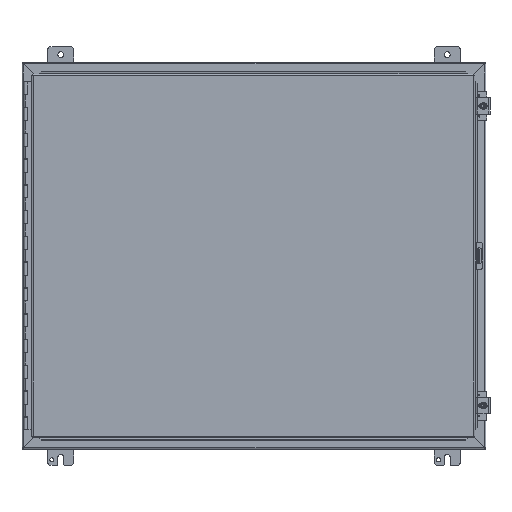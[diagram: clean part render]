
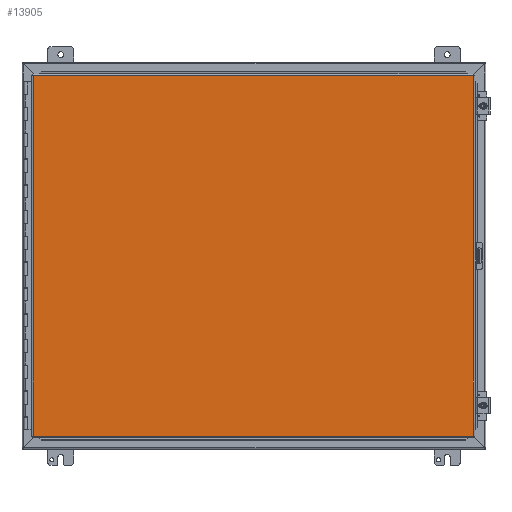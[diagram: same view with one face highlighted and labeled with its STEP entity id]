
A CAD part, top view. The second image highlights one B-rep face of the part: STEP entity #13905.
In plain terms, the highlighted face is planar.
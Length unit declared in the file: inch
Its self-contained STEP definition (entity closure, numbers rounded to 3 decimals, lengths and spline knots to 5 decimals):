
#13062=CARTESIAN_POINT('',(-17.08225,-13.9885,0.));
#13063=VERTEX_POINT('',#13062);
#13074=CARTESIAN_POINT('',(17.08225,-13.9885,0.));
#13075=VERTEX_POINT('',#13074);
#13076=CARTESIAN_POINT('',(17.08225,-13.9885,0.0));
#13077=DIRECTION('',(-1.0,0.0,0.0));
#13078=VECTOR('',#13077,34.1645);
#13079=LINE('',#13076,#13078);
#13080=EDGE_CURVE('',#13075,#13063,#13079,.T.);
#13196=CARTESIAN_POINT('',(-17.08225,13.9885,0.));
#13197=VERTEX_POINT('',#13196);
#13295=CARTESIAN_POINT('',(17.08225,13.9885,0.));
#13296=VERTEX_POINT('',#13295);
#13307=CARTESIAN_POINT('',(-17.08225,13.9885,0.0));
#13308=DIRECTION('',(1.0,0.0,0.0));
#13309=VECTOR('',#13308,34.1645);
#13310=LINE('',#13307,#13309);
#13311=EDGE_CURVE('',#13197,#13296,#13310,.T.);
#13616=CARTESIAN_POINT('',(-17.08225,-13.9885,0.0));
#13617=DIRECTION('',(0.0,1.0,0.0));
#13618=VECTOR('',#13617,27.977);
#13619=LINE('',#13616,#13618);
#13620=EDGE_CURVE('',#13063,#13197,#13619,.T.);
#13710=CARTESIAN_POINT('',(17.08225,13.9885,0.0));
#13711=DIRECTION('',(0.0,-1.0,0.0));
#13712=VECTOR('',#13711,27.977);
#13713=LINE('',#13710,#13712);
#13714=EDGE_CURVE('',#13296,#13075,#13713,.T.);
#13894=CARTESIAN_POINT('',(0.,0.,0.0));
#13895=DIRECTION('',(0.0,0.0,1.0));
#13896=DIRECTION('',(1.0,0.0,0.0));
#13897=AXIS2_PLACEMENT_3D('',#13894,#13895,#13896);
#13898=PLANE('',#13897);
#13899=ORIENTED_EDGE('',*,*,#13620,.T.);
#13900=ORIENTED_EDGE('',*,*,#13311,.T.);
#13901=ORIENTED_EDGE('',*,*,#13714,.T.);
#13902=ORIENTED_EDGE('',*,*,#13080,.T.);
#13903=EDGE_LOOP('',(#13899,#13900,#13901,#13902));
#13904=FACE_OUTER_BOUND('',#13903,.T.);
#13905=ADVANCED_FACE('',(#13904),#13898,.F.);
